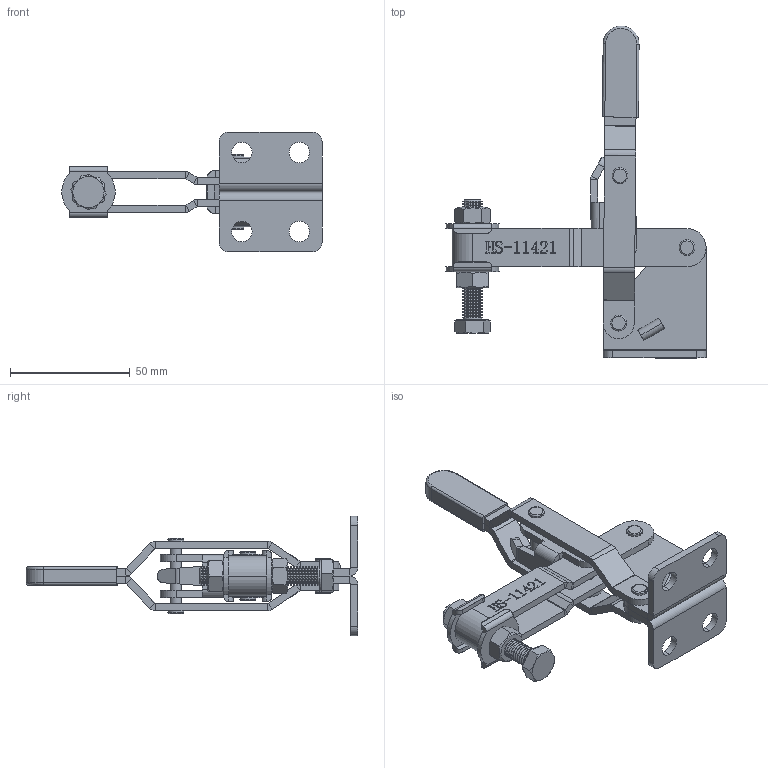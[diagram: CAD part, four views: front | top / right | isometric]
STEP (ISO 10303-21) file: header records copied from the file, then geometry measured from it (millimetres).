
FILE_DESCRIPTION (( 'STEP AP203' ), '1' );
FILE_NAME ('HS-11421.STEP', '2020-09-04T05:46:39', ( '微软用户' ), ( '微软中国' ), 'SwSTEP 2.0', 'SolidWorks 2012', '' );
FILE_SCHEMA (( 'CONFIG_CONTROL_DESIGN' ));
Length unit declared in the file: millimetre
Products named in the file (13): HS-11421; hex nuts, style 1-grades ab gb_GB_FASTENER_NUT_SNAB1 M8-S; hex screw gradec_din_ISO 4018 - M8 x 50-WS; FW-516; 种; 酗种; 揤參; 忒梟; 忒參; 蟀裝; 傻种; 楊擘菁釱衵; 楊擘菁釱酘
Assembly tree (16 placements, depth 2):
  HS-11421
    楊擘菁釱酘
    楊擘菁釱衵
    傻种  x2
    蟀裝
    忒參
    忒梟  x2
    揤參
    酗种
    种
    FW-516  x2
    hex screw gradec_din_ISO 4018 - M8 x 50-WS
    hex nuts, style 1-grades ab gb_GB_FASTENER_NUT_SNAB1 M8-S  x2
Bounding box: 108.61 x 138.5 x 50 mm (x, y, z)
Volume: 48381.5 mm3; surface area: 40040.5 mm2
Topology: 16 solids, 16 shells, 1103 faces, 2743 edges, 1706 vertices
Faces by surface type: plane 463, cylinder 260, cone 244, bspline 118, torus 18
Entity records: 35827 total; most frequent: CARTESIAN_POINT 11401, ORIENTED_EDGE 4878, DIRECTION 4625, EDGE_CURVE 2439, AXIS2_PLACEMENT_3D 1590, VERTEX_POINT 1534, VECTOR 1445, LINE 1445
